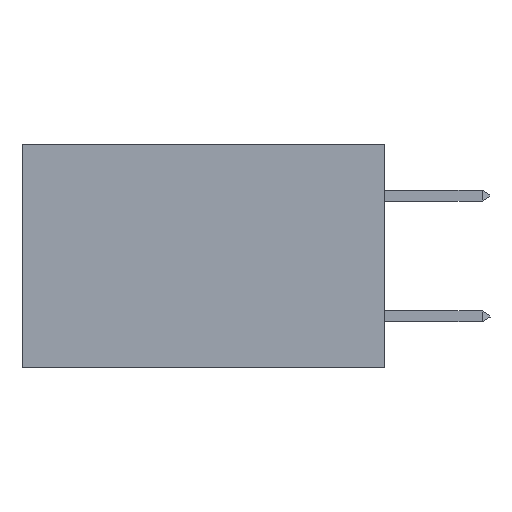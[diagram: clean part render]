
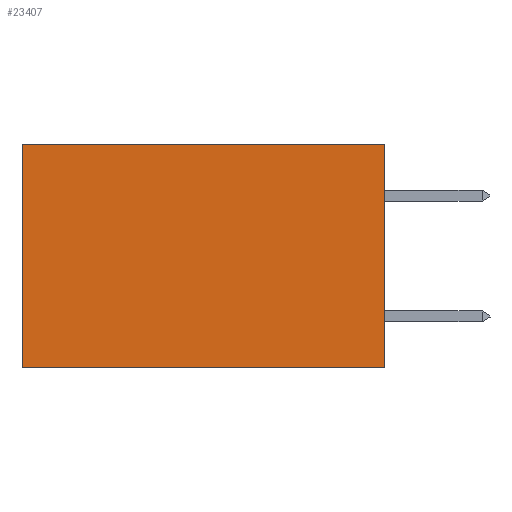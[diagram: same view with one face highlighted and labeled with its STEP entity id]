
A CAD part, left-side view. The second image highlights one B-rep face of the part: STEP entity #23407.
In plain terms, the highlighted planar face has unit normal (-1, 0, 0).
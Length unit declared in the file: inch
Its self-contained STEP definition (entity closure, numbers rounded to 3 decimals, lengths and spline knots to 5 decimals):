
#283 = LINE ( 'NONE', #882, #5790 ) ;
#810 = LINE ( 'NONE', #15228, #31321 ) ;
#882 = CARTESIAN_POINT ( 'NONE',  ( 0.2875, 0.6, 0. ) ) ;
#1810 = ORIENTED_EDGE ( 'NONE', *, *, #17217, .T. ) ;
#2446 = DIRECTION ( 'NONE',  ( 0., 0., -1. ) ) ;
#3725 = FACE_OUTER_BOUND ( 'NONE', #30674, .T. ) ;
#5790 = VECTOR ( 'NONE', #23680, 39.37008 ) ;
#6420 = EDGE_CURVE ( 'NONE', #31222, #18605, #25729, .T. ) ;
#8971 = CARTESIAN_POINT ( 'NONE',  ( 0.2875, 0., 0. ) ) ;
#9696 = PLANE ( 'NONE',  #32169 ) ;
#10464 = ORIENTED_EDGE ( 'NONE', *, *, #15510, .T. ) ;
#11404 = VERTEX_POINT ( 'NONE', #14364 ) ;
#11520 = DIRECTION ( 'NONE',  ( 0., 1., 0. ) ) ;
#11690 = VERTEX_POINT ( 'NONE', #28407 ) ;
#14364 = CARTESIAN_POINT ( 'NONE',  ( 0.2875, 0., 0. ) ) ;
#14892 = CARTESIAN_POINT ( 'NONE',  ( 0.2875, 0., 0. ) ) ;
#15228 = CARTESIAN_POINT ( 'NONE',  ( 0.2875, 0., 0. ) ) ;
#15510 = EDGE_CURVE ( 'NONE', #11690, #18605, #283, .T. ) ;
#17185 = LINE ( 'NONE', #8971, #22353 ) ;
#17217 = EDGE_CURVE ( 'NONE', #11404, #11690, #17185, .T. ) ;
#17690 = CARTESIAN_POINT ( 'NONE',  ( 0.2875, 0., -0.37 ) ) ;
#18605 = VERTEX_POINT ( 'NONE', #26359 ) ;
#18988 = VECTOR ( 'NONE', #32085, 39.37008 ) ;
#21292 = CARTESIAN_POINT ( 'NONE',  ( 0.2875, 0., -0.37 ) ) ;
#22353 = VECTOR ( 'NONE', #11520, 39.37008 ) ;
#23407 = ADVANCED_FACE ( 'NONE', ( #3725 ), #9696, .F. ) ;
#23680 = DIRECTION ( 'NONE',  ( 0., 0., -1. ) ) ;
#25450 = EDGE_CURVE ( 'NONE', #11404, #31222, #810, .T. ) ;
#25729 = LINE ( 'NONE', #17690, #18988 ) ;
#26261 = ORIENTED_EDGE ( 'NONE', *, *, #6420, .F. ) ;
#26359 = CARTESIAN_POINT ( 'NONE',  ( 0.2875, 0.6, -0.37 ) ) ;
#28407 = CARTESIAN_POINT ( 'NONE',  ( 0.2875, 0.6, 0. ) ) ;
#30674 = EDGE_LOOP ( 'NONE', ( #10464, #26261, #32375, #1810 ) ) ;
#31222 = VERTEX_POINT ( 'NONE', #21292 ) ;
#31321 = VECTOR ( 'NONE', #2446, 39.37008 ) ;
#32085 = DIRECTION ( 'NONE',  ( 0., 1., 0. ) ) ;
#32169 = AXIS2_PLACEMENT_3D ( 'NONE', #14892, #32416, #32529 ) ;
#32375 = ORIENTED_EDGE ( 'NONE', *, *, #25450, .F. ) ;
#32416 = DIRECTION ( 'NONE',  ( 1., 0., 0. ) ) ;
#32529 = DIRECTION ( 'NONE',  ( 0., 0., -1. ) ) ;
